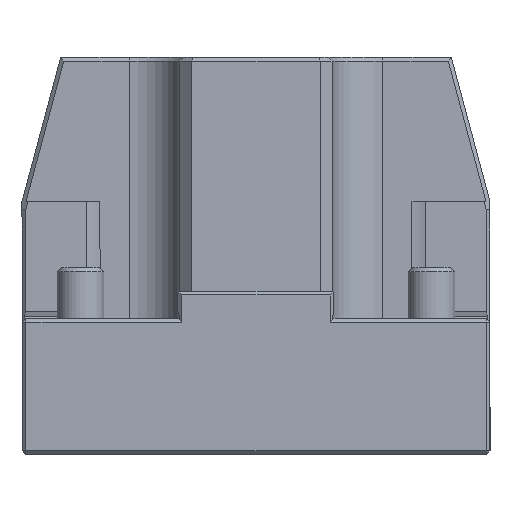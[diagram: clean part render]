
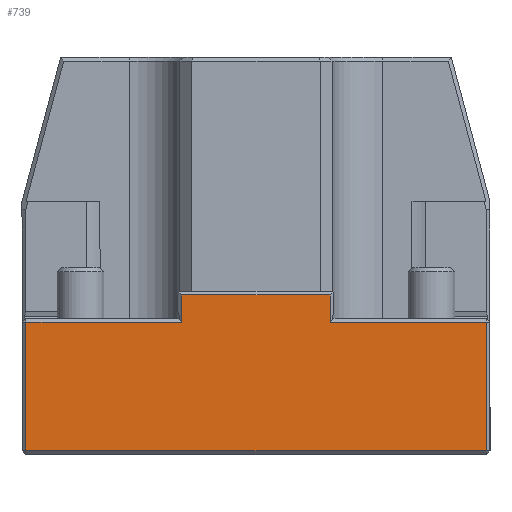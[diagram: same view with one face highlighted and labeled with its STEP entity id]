
A CAD part, left-side view. The second image highlights one B-rep face of the part: STEP entity #739.
In plain terms, the highlighted planar face has unit normal (-1, 0, 0).
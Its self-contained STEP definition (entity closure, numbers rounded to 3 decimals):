
#109=LINE('',#4114,#358);
#115=LINE('',#4130,#364);
#119=LINE('',#4138,#368);
#150=LINE('',#4207,#399);
#212=LINE('',#4367,#461);
#213=LINE('',#4369,#462);
#214=LINE('',#4370,#463);
#215=LINE('',#4371,#464);
#358=VECTOR('',#3025,1.);
#364=VECTOR('',#3035,1.);
#368=VECTOR('',#3041,1.);
#399=VECTOR('',#3098,1.);
#461=VECTOR('',#3262,1.);
#462=VECTOR('',#3263,1.);
#463=VECTOR('',#3264,1.);
#464=VECTOR('',#3265,1.);
#739=ADVANCED_FACE('',(#1007),#887,.F.);
#887=PLANE('',#2772);
#1007=FACE_OUTER_BOUND('',#1149,.T.);
#1149=EDGE_LOOP('',(#1565,#1566,#1567,#1568,#1569,#1570,#1571,#1572));
#1565=ORIENTED_EDGE('',*,*,#2328,.T.);
#1566=ORIENTED_EDGE('',*,*,#2291,.T.);
#1567=ORIENTED_EDGE('',*,*,#2409,.F.);
#1568=ORIENTED_EDGE('',*,*,#2410,.T.);
#1569=ORIENTED_EDGE('',*,*,#2295,.T.);
#1570=ORIENTED_EDGE('',*,*,#2284,.T.);
#1571=ORIENTED_EDGE('',*,*,#2411,.T.);
#1572=ORIENTED_EDGE('',*,*,#2412,.T.);
#1997=VERTEX_POINT('',#3978);
#2047=VERTEX_POINT('',#4113);
#2051=VERTEX_POINT('',#4129);
#2052=VERTEX_POINT('',#4131);
#2053=VERTEX_POINT('',#4135);
#2074=VERTEX_POINT('',#4202);
#2076=VERTEX_POINT('',#4208);
#2123=VERTEX_POINT('',#4368);
#2284=EDGE_CURVE('',#1997,#2047,#109,.T.);
#2291=EDGE_CURVE('',#2052,#2051,#115,.T.);
#2295=EDGE_CURVE('',#2053,#1997,#119,.T.);
#2328=EDGE_CURVE('',#2076,#2052,#150,.T.);
#2409=EDGE_CURVE('',#2123,#2051,#212,.T.);
#2410=EDGE_CURVE('',#2123,#2053,#213,.T.);
#2411=EDGE_CURVE('',#2047,#2074,#214,.T.);
#2412=EDGE_CURVE('',#2074,#2076,#215,.T.);
#2772=AXIS2_PLACEMENT_3D('',#4372,#3266,#3267);
#3025=DIRECTION('',(0.,-1.,0.));
#3035=DIRECTION('',(0.,1.,0.));
#3041=DIRECTION('',(0.,0.,-1.));
#3098=DIRECTION('',(0.,0.,1.));
#3262=DIRECTION('',(0.,0.,1.));
#3263=DIRECTION('',(0.,1.,0.));
#3264=DIRECTION('',(0.,0.,1.));
#3265=DIRECTION('',(0.,1.,0.));
#3266=DIRECTION('',(1.,0.,0.));
#3267=DIRECTION('',(0.,0.,1.));
#3978=CARTESIAN_POINT('',(-126.,59.,-34.));
#4113=CARTESIAN_POINT('',(-126.,-59.,-34.));
#4114=CARTESIAN_POINT('',(-126.,-60.,-34.));
#4129=CARTESIAN_POINT('',(-126.,19.,6.));
#4130=CARTESIAN_POINT('',(-126.,19.,6.));
#4131=CARTESIAN_POINT('',(-126.,-19.,6.));
#4135=CARTESIAN_POINT('',(-126.,59.,-1.));
#4138=CARTESIAN_POINT('',(-126.,59.,-35.));
#4202=CARTESIAN_POINT('',(-126.,-59.,-1.));
#4207=CARTESIAN_POINT('',(-126.,-19.,0.));
#4208=CARTESIAN_POINT('',(-126.,-19.,-1.));
#4367=CARTESIAN_POINT('',(-126.,19.,0.));
#4368=CARTESIAN_POINT('',(-126.,19.,-1.));
#4369=CARTESIAN_POINT('',(-126.,-60.,-1.));
#4370=CARTESIAN_POINT('',(-126.,-59.,0.));
#4371=CARTESIAN_POINT('',(-126.,-60.,-1.));
#4372=CARTESIAN_POINT('',(-126.,-60.,-35.));
